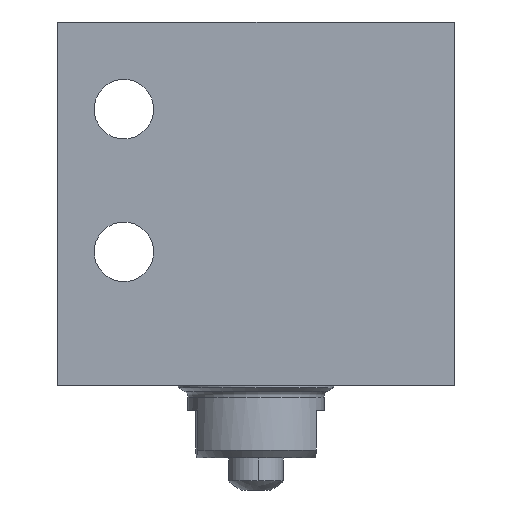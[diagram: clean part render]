
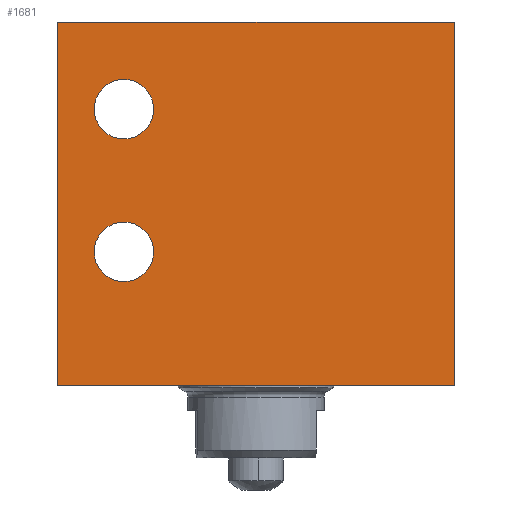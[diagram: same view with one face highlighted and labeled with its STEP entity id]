
A CAD part, front view. The second image highlights one B-rep face of the part: STEP entity #1681.
In plain terms, the highlighted planar face has unit normal (0, -1, 0).
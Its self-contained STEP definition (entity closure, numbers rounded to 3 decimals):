
#57 = DIRECTION ( 'NONE',  ( 0., -1., 0. ) ) ;
#59 = LINE ( 'NONE', #231, #522 ) ;
#134 = VECTOR ( 'NONE', #1993, 1000. ) ;
#206 = EDGE_CURVE ( 'NONE', #1519, #2127, #1623, .T. ) ;
#231 = CARTESIAN_POINT ( 'NONE',  ( -15., -7.5, -13.75 ) ) ;
#238 = ORIENTED_EDGE ( 'NONE', *, *, #2440, .T. ) ;
#257 = CARTESIAN_POINT ( 'NONE',  ( 15., -7.5, 13.75 ) ) ;
#317 = VECTOR ( 'NONE', #884, 1000. ) ;
#328 = DIRECTION ( 'NONE',  ( 0., 1., 0. ) ) ;
#349 = VERTEX_POINT ( 'NONE', #1099 ) ;
#413 = AXIS2_PLACEMENT_3D ( 'NONE', #819, #1999, #603 ) ;
#445 = DIRECTION ( 'NONE',  ( -1., 0., 0. ) ) ;
#522 = VECTOR ( 'NONE', #445, 1000. ) ;
#553 = LINE ( 'NONE', #1601, #134 ) ;
#568 = ORIENTED_EDGE ( 'NONE', *, *, #995, .F. ) ;
#584 = DIRECTION ( 'NONE',  ( 0., 0., 1. ) ) ;
#603 = DIRECTION ( 'NONE',  ( 0., 0., 1. ) ) ;
#660 = FACE_OUTER_BOUND ( 'NONE', #876, .T. ) ;
#787 = EDGE_LOOP ( 'NONE', ( #1078, #1326 ) ) ;
#798 = CARTESIAN_POINT ( 'NONE',  ( -10., -7.5, 7.15 ) ) ;
#819 = CARTESIAN_POINT ( 'NONE',  ( -10., -7.5, 7.15 ) ) ;
#870 = CARTESIAN_POINT ( 'NONE',  ( -10., -7.5, -1.4 ) ) ;
#876 = EDGE_LOOP ( 'NONE', ( #1411, #2204, #2617, #568 ) ) ;
#884 = DIRECTION ( 'NONE',  ( 0., 0., -1. ) ) ;
#995 = EDGE_CURVE ( 'NONE', #2443, #349, #59, .T. ) ;
#1078 = ORIENTED_EDGE ( 'NONE', *, *, #2530, .T. ) ;
#1099 = CARTESIAN_POINT ( 'NONE',  ( -15., -7.5, -13.75 ) ) ;
#1112 = FACE_BOUND ( 'NONE', #787, .T. ) ;
#1207 = VECTOR ( 'NONE', #2549, 1000. ) ;
#1243 = CARTESIAN_POINT ( 'NONE',  ( -10., -7.5, -3.65 ) ) ;
#1288 = AXIS2_PLACEMENT_3D ( 'NONE', #1243, #2662, #1438 ) ;
#1301 = CARTESIAN_POINT ( 'NONE',  ( 0., -7.5, 0. ) ) ;
#1326 = ORIENTED_EDGE ( 'NONE', *, *, #2551, .T. ) ;
#1403 = VERTEX_POINT ( 'NONE', #2212 ) ;
#1411 = ORIENTED_EDGE ( 'NONE', *, *, #2173, .F. ) ;
#1427 = CARTESIAN_POINT ( 'NONE',  ( 15., -7.5, -13.75 ) ) ;
#1438 = DIRECTION ( 'NONE',  ( 0., 0., 1. ) ) ;
#1487 = CARTESIAN_POINT ( 'NONE',  ( -15., -7.5, 13.75 ) ) ;
#1496 = DIRECTION ( 'NONE',  ( 0., 0., -1. ) ) ;
#1519 = VERTEX_POINT ( 'NONE', #2004 ) ;
#1553 = DIRECTION ( 'NONE',  ( 0., 0., 1. ) ) ;
#1601 = CARTESIAN_POINT ( 'NONE',  ( -15., -7.5, 13.75 ) ) ;
#1623 = CIRCLE ( 'NONE', #1788, 2.25 ) ;
#1681 = ADVANCED_FACE ( 'NONE', ( #2190, #1112, #660 ), #1863, .T. ) ;
#1694 = VERTEX_POINT ( 'NONE', #1487 ) ;
#1743 = CARTESIAN_POINT ( 'NONE',  ( -10., -7.5, -3.65 ) ) ;
#1746 = EDGE_LOOP ( 'NONE', ( #238, #2322 ) ) ;
#1788 = AXIS2_PLACEMENT_3D ( 'NONE', #1743, #328, #1553 ) ;
#1851 = CARTESIAN_POINT ( 'NONE',  ( -10., -7.5, 9.4 ) ) ;
#1863 = PLANE ( 'NONE',  #2658 ) ;
#1941 = LINE ( 'NONE', #2543, #1207 ) ;
#1949 = CIRCLE ( 'NONE', #2203, 2.25 ) ;
#1976 = DIRECTION ( 'NONE',  ( 0., 1., 0. ) ) ;
#1993 = DIRECTION ( 'NONE',  ( 0., 0., 1. ) ) ;
#1999 = DIRECTION ( 'NONE',  ( 0., 1., 0. ) ) ;
#2004 = CARTESIAN_POINT ( 'NONE',  ( -10., -7.5, -5.9 ) ) ;
#2037 = EDGE_CURVE ( 'NONE', #349, #1694, #553, .T. ) ;
#2042 = VERTEX_POINT ( 'NONE', #2205 ) ;
#2083 = CIRCLE ( 'NONE', #413, 2.25 ) ;
#2127 = VERTEX_POINT ( 'NONE', #870 ) ;
#2161 = VERTEX_POINT ( 'NONE', #1851 ) ;
#2173 = EDGE_CURVE ( 'NONE', #2042, #2443, #2413, .T. ) ;
#2190 = FACE_BOUND ( 'NONE', #1746, .T. ) ;
#2203 = AXIS2_PLACEMENT_3D ( 'NONE', #798, #1976, #584 ) ;
#2204 = ORIENTED_EDGE ( 'NONE', *, *, #2246, .F. ) ;
#2205 = CARTESIAN_POINT ( 'NONE',  ( 15., -7.5, 13.75 ) ) ;
#2212 = CARTESIAN_POINT ( 'NONE',  ( -10., -7.5, 4.9 ) ) ;
#2246 = EDGE_CURVE ( 'NONE', #1694, #2042, #1941, .T. ) ;
#2322 = ORIENTED_EDGE ( 'NONE', *, *, #206, .T. ) ;
#2332 = CIRCLE ( 'NONE', #1288, 2.25 ) ;
#2413 = LINE ( 'NONE', #257, #317 ) ;
#2440 = EDGE_CURVE ( 'NONE', #2127, #1519, #2332, .T. ) ;
#2443 = VERTEX_POINT ( 'NONE', #1427 ) ;
#2530 = EDGE_CURVE ( 'NONE', #2161, #1403, #2083, .T. ) ;
#2543 = CARTESIAN_POINT ( 'NONE',  ( -15., -7.5, 13.75 ) ) ;
#2549 = DIRECTION ( 'NONE',  ( 1., 0., 0. ) ) ;
#2551 = EDGE_CURVE ( 'NONE', #1403, #2161, #1949, .T. ) ;
#2617 = ORIENTED_EDGE ( 'NONE', *, *, #2037, .F. ) ;
#2658 = AXIS2_PLACEMENT_3D ( 'NONE', #1301, #57, #1496 ) ;
#2662 = DIRECTION ( 'NONE',  ( 0., 1., 0. ) ) ;
